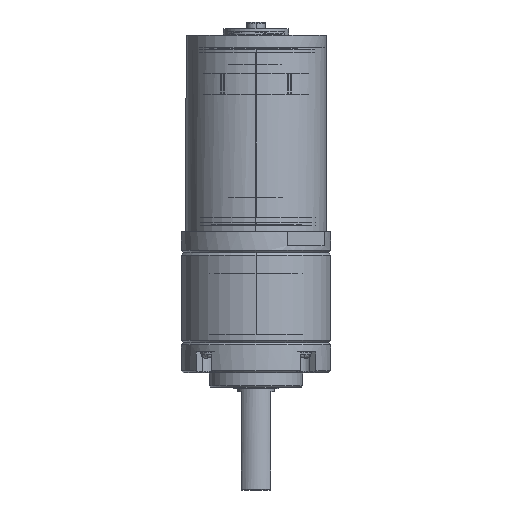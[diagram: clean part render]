
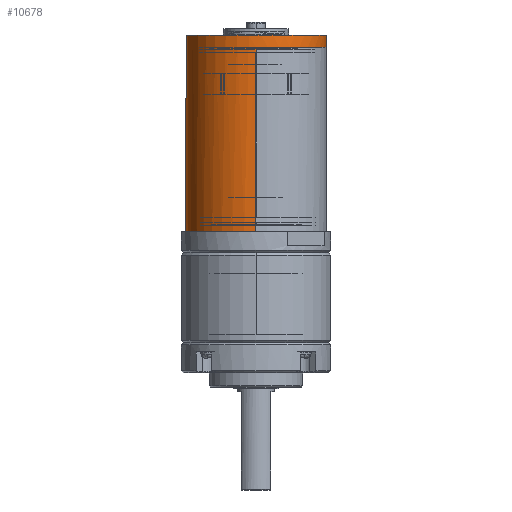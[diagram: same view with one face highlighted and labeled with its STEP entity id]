
A CAD part, left-side view. The second image highlights one B-rep face of the part: STEP entity #10678.
In plain terms, the highlighted cylindrical face has radius 15 mm (diameter 30 mm), a partial arc.
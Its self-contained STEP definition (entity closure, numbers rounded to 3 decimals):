
#1033=CARTESIAN_POINT('',(0.,0.,38.));
#1034=DIRECTION('',(0.,0.,1.));
#1035=DIRECTION('',(1.,0.,0.));
#1036=AXIS2_PLACEMENT_3D('',#1033,#1034,#1035);
#1794=CARTESIAN_POINT('',(0.,0.,-1.4));
#1795=DIRECTION('',(0.,0.,1.));
#1796=DIRECTION('',(1.,0.,0.));
#1797=AXIS2_PLACEMENT_3D('',#1794,#1795,#1796);
#1799=DIRECTION('',(0.,0.,1.));
#1800=VECTOR('',#1799,39.4);
#1801=CARTESIAN_POINT('',(15.,0.,-1.4));
#1802=LINE('',#1801,#1800);
#1803=DIRECTION('',(0.,0.,1.));
#1804=VECTOR('',#1803,2.6);
#1805=CARTESIAN_POINT('',(13.566,6.4,38.));
#1806=LINE('',#1805,#1804);
#1807=CARTESIAN_POINT('',(0.,0.,40.6));
#1808=DIRECTION('',(0.,0.,1.));
#1809=DIRECTION('',(0.904,0.427,0.));
#1810=AXIS2_PLACEMENT_3D('',#1807,#1808,#1809);
#1812=DIRECTION('',(0.,0.,1.));
#1813=VECTOR('',#1812,2.6);
#1814=CARTESIAN_POINT('',(13.37,-6.8,38.));
#1815=LINE('',#1814,#1813);
#1816=DIRECTION('',(0.,0.,-1.));
#1817=VECTOR('',#1816,39.4);
#1818=CARTESIAN_POINT('',(-15.,0.,38.));
#1819=LINE('',#1818,#1817);
#1820=CARTESIAN_POINT('',(0.,0.,-1.4));
#1821=DIRECTION('',(0.,0.,1.));
#1822=DIRECTION('',(0.707,0.707,0.));
#1823=AXIS2_PLACEMENT_3D('',#1820,#1821,#1822);
#1865=CARTESIAN_POINT('',(0.,0.,38.));
#1866=DIRECTION('',(0.,0.,1.));
#1867=DIRECTION('',(-1.,0.,0.));
#1868=AXIS2_PLACEMENT_3D('',#1865,#1866,#1867);
#7758=CARTESIAN_POINT('',(13.37,-6.8,40.6));
#7760=VERTEX_POINT('',#7758);
#7762=CARTESIAN_POINT('',(13.566,6.4,40.6));
#7764=VERTEX_POINT('',#7762);
#7836=CARTESIAN_POINT('',(-15.,0.,38.));
#7837=CARTESIAN_POINT('',(13.37,-6.8,38.));
#7838=VERTEX_POINT('',#7836);
#7839=VERTEX_POINT('',#7837);
#7842=CARTESIAN_POINT('',(13.566,6.4,38.));
#7844=VERTEX_POINT('',#7842);
#7896=CARTESIAN_POINT('',(15.,0.,38.));
#7897=VERTEX_POINT('',#7896);
#8125=CARTESIAN_POINT('',(15.,0.,-1.4));
#8126=CARTESIAN_POINT('',(10.607,10.607,-1.4));
#8127=VERTEX_POINT('',#8125);
#8128=VERTEX_POINT('',#8126);
#8129=CARTESIAN_POINT('',(-15.,0.,-1.4));
#8130=VERTEX_POINT('',#8129);
#10657=CARTESIAN_POINT('',(0.,0.,0.));
#10658=DIRECTION('',(0.,0.,1.));
#10659=DIRECTION('',(1.,0.,0.));
#10660=AXIS2_PLACEMENT_3D('',#10657,#10658,#10659);
#10661=CYLINDRICAL_SURFACE('',#10660,15.);
#10663=ORIENTED_EDGE('',*,*,#10662,.F.);
#10665=ORIENTED_EDGE('',*,*,#10664,.T.);
#10666=ORIENTED_EDGE('',*,*,#9773,.T.);
#10668=ORIENTED_EDGE('',*,*,#10667,.T.);
#10669=ORIENTED_EDGE('',*,*,#9683,.T.);
#10670=ORIENTED_EDGE('',*,*,#9733,.F.);
#10672=ORIENTED_EDGE('',*,*,#10671,.F.);
#10674=ORIENTED_EDGE('',*,*,#10673,.T.);
#10675=ORIENTED_EDGE('',*,*,#10644,.F.);
#10676=EDGE_LOOP('',(#10663,#10665,#10666,#10668,#10669,#10670,#10672,#10674,
#10675));
#10677=FACE_OUTER_BOUND('',#10676,.F.);
#10678=ADVANCED_FACE('',(#10677),#10661,.T.);
#1037=CIRCLE('',#1036,15.);
#1798=CIRCLE('',#1797,15.);
#1811=CIRCLE('',#1810,15.);
#1824=CIRCLE('',#1823,15.);
#1869=CIRCLE('',#1868,15.);
#9683=EDGE_CURVE('',#7764,#7760,#1811,.T.);
#9733=EDGE_CURVE('',#7839,#7760,#1815,.T.);
#9773=EDGE_CURVE('',#7897,#7844,#1037,.T.);
#10644=EDGE_CURVE('',#8128,#8130,#1824,.T.);
#10662=EDGE_CURVE('',#8127,#8128,#1798,.T.);
#10664=EDGE_CURVE('',#8127,#7897,#1802,.T.);
#10667=EDGE_CURVE('',#7844,#7764,#1806,.T.);
#10671=EDGE_CURVE('',#7838,#7839,#1869,.T.);
#10673=EDGE_CURVE('',#7838,#8130,#1819,.T.);
